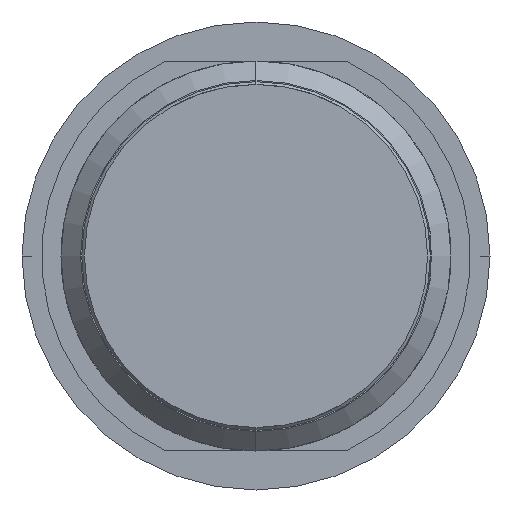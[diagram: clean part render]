
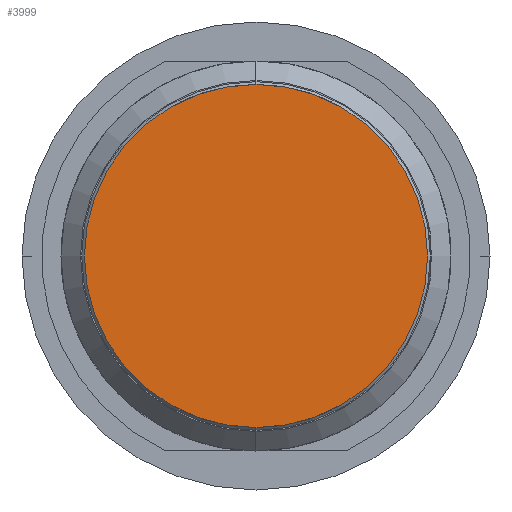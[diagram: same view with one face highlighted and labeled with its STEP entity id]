
A CAD part, front view. The second image highlights one B-rep face of the part: STEP entity #3999.
In plain terms, the highlighted planar face has unit normal (0, -1, 0).
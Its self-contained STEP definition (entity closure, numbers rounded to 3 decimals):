
#582 = ORIENTED_EDGE ( 'NONE', *, *, #1182, .T. ) ;
#769 = DIRECTION ( 'NONE',  ( 0., -1., 0. ) ) ;
#808 = DIRECTION ( 'NONE',  ( 0., -1., 0. ) ) ;
#813 = AXIS2_PLACEMENT_3D ( 'NONE', #2360, #1384, #4036 ) ;
#822 = DIRECTION ( 'NONE',  ( -1., 0., 0. ) ) ;
#953 = AXIS2_PLACEMENT_3D ( 'NONE', #1428, #808, #822 ) ;
#1055 = CARTESIAN_POINT ( 'NONE',  ( 0., 0., 0. ) ) ;
#1182 = EDGE_CURVE ( 'Defeature ausgef�hrt1_16+Defeature ausgef�hrt1_23+Defeature ausgef�hrt1_23+Defeature ausgef�hrt1_23', #4210, #2993, #2645, .T. ) ;
#1268 = EDGE_CURVE ( 'Defeature ausgef�hrt1_16+Defeature ausgef�hrt1_23+Defeature ausgef�hrt1_23+Defeature ausgef�hrt1_23', #2993, #4210, #3473, .T. ) ;
#1384 = DIRECTION ( 'NONE',  ( 0., 1., 0. ) ) ;
#1428 = CARTESIAN_POINT ( 'NONE',  ( 0., 0., 0. ) ) ;
#1746 = PLANE ( 'NONE',  #813 ) ;
#2273 = AXIS2_PLACEMENT_3D ( 'NONE', #1055, #769, #3334 ) ;
#2360 = CARTESIAN_POINT ( 'NONE',  ( 0., 0., -1.9 ) ) ;
#2478 = FACE_OUTER_BOUND ( 'NONE', #3634, .T. ) ;
#2645 = CIRCLE ( 'NONE', #2273, 2.2 ) ;
#2993 = VERTEX_POINT ( 'NONE', #3781 ) ;
#3334 = DIRECTION ( 'NONE',  ( -1., 0., 0. ) ) ;
#3473 = CIRCLE ( 'NONE', #953, 2.2 ) ;
#3634 = EDGE_LOOP ( 'NONE', ( #3672, #582 ) ) ;
#3672 = ORIENTED_EDGE ( 'NONE', *, *, #1268, .T. ) ;
#3781 = CARTESIAN_POINT ( 'NONE',  ( -2.2, 0., 0. ) ) ;
#3810 = CARTESIAN_POINT ( 'NONE',  ( 2.2, 0., 0. ) ) ;
#3999 = ADVANCED_FACE ( 'Defeature ausgef�hrt1_16', ( #2478 ), #1746, .F. ) ;
#4036 = DIRECTION ( 'NONE',  ( 1., 0., 0. ) ) ;
#4210 = VERTEX_POINT ( 'NONE', #3810 ) ;
